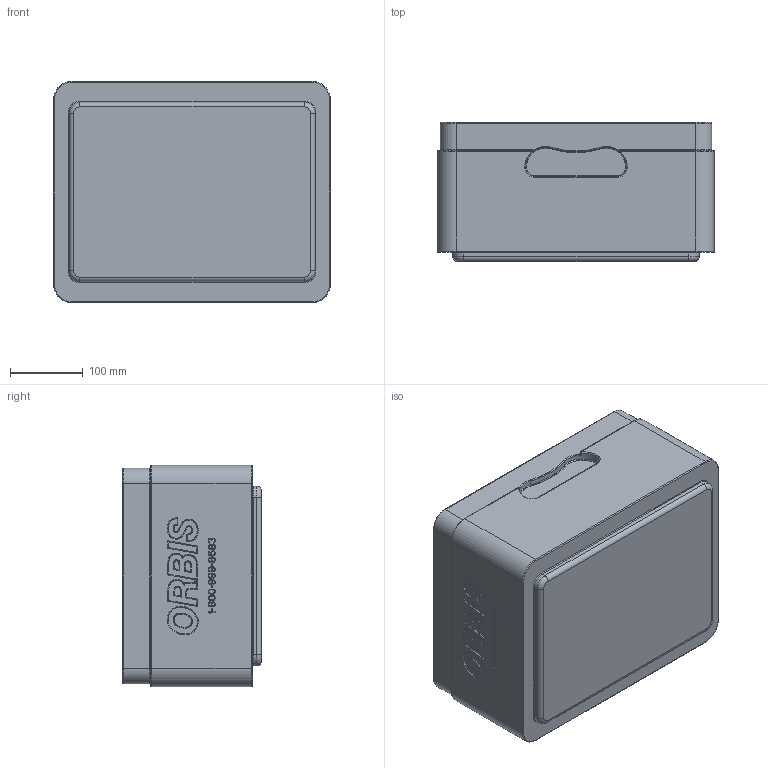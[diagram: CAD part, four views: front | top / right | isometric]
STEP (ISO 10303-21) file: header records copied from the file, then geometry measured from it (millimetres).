
FILE_DESCRIPTION((''),'2;1');
FILE_NAME('87618M_WSM','2025-06-20T12:00:35',('SYSTEM'),(''),'CREO PARAMETRIC BY PTC INC, 2023294','CREO PARAMETRIC BY PTC INC, 2023294','');
FILE_SCHEMA(('CONFIG_CONTROL_DESIGN'));
Products named in the file (1): 87618M_WSM
Bounding box: 379.73 x 190.5 x 303.53 mm (x, y, z)
Volume: 5478662.4 mm3; surface area: 684842.3 mm2
Topology: 1 solids, 1 shells, 1890 faces, 5118 edges, 3302 vertices
Faces by surface type: plane 1364, bspline 182, extrusion 150, cylinder 142, torus 52
Entity records: 67073 total; most frequent: CARTESIAN_POINT 21572, ORIENTED_EDGE 10236, DIRECTION 7910, EDGE_CURVE 5118, VECTOR 4284, LINE 4134, VERTEX_POINT 3302, EDGE_LOOP 1962
